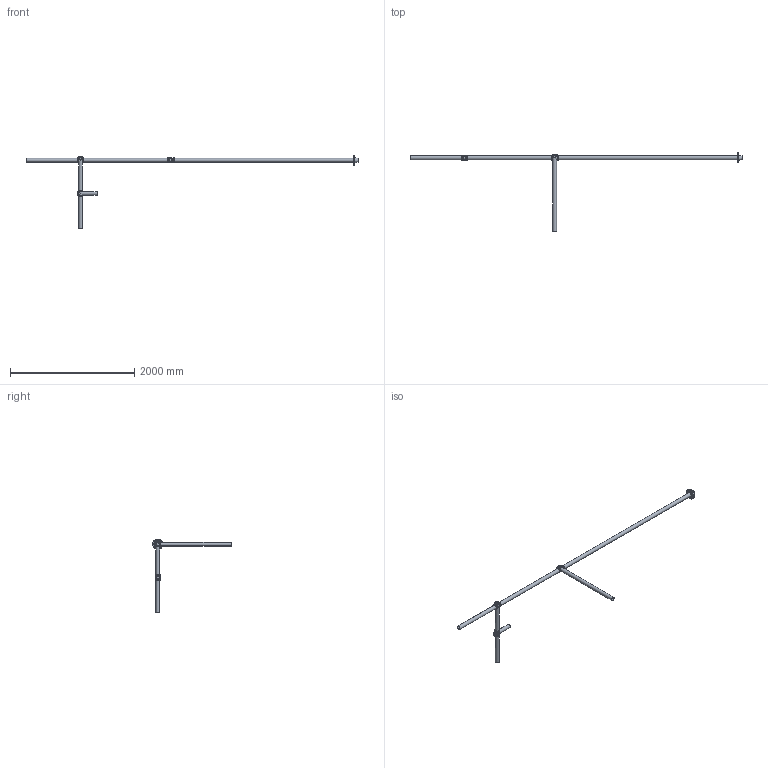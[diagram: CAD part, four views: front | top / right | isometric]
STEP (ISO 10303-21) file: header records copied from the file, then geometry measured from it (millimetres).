
FILE_DESCRIPTION(('Open CASCADE Model'),'2;1');
FILE_NAME('Open CASCADE Shape Model','2025-12-14T05:25:46',('Author'),( 'Open CASCADE'),'Open CASCADE STEP processor 7.8','Open CASCADE 7.8' ,'Unknown');
FILE_SCHEMA(('AUTOMOTIVE_DESIGN { 1 0 10303 214 1 1 1 1 }'));
Length unit declared in the file: millimetre
Products named in the file (12): Open CASCADE STEP translator 7.8 2; Open CASCADE STEP translator 7.8 2.1; Open CASCADE STEP translator 7.8 2.2; Open CASCADE STEP translator 7.8 2.3; Open CASCADE STEP translator 7.8 2.4; Open CASCADE STEP translator 7.8 2.5; Open CASCADE STEP translator 7.8 2.6; Open CASCADE STEP translator 7.8 2.7; Open CASCADE STEP translator 7.8 2.8; Open CASCADE STEP translator 7.8 2.9; Open CASCADE STEP translator 7.8 2.10; Open CASCADE STEP translator 7.8 2.11
Assembly tree (11 placements, depth 2):
  Open CASCADE STEP translator 7.8 2
    Open CASCADE STEP translator 7.8 2.1
    Open CASCADE STEP translator 7.8 2.2
    Open CASCADE STEP translator 7.8 2.3
    Open CASCADE STEP translator 7.8 2.4
    Open CASCADE STEP translator 7.8 2.5
    Open CASCADE STEP translator 7.8 2.6
    Open CASCADE STEP translator 7.8 2.7
    Open CASCADE STEP translator 7.8 2.8
    Open CASCADE STEP translator 7.8 2.9
    Open CASCADE STEP translator 7.8 2.10
    Open CASCADE STEP translator 7.8 2.11
Bounding box: 5334.4 x 1263.75 x 1187.75 mm (x, y, z)
Volume: 8781645.6 mm3; surface area: 3102829.7 mm2
Topology: 11 solids, 11 shells, 116 faces, 216 edges, 139 vertices
Faces by surface type: cylinder 64, plane 51, cone 1
Full cylindrical faces by diameter (mm): 19.05 x8, 49.22 x7, 51.7 x6, 52.578 x1, 60.3 x7, 61.45 x9, 62.8 x6, 75.31 x9, 91.948 x1, 165.1 x1
Entity records: 6487 total; most frequent: CARTESIAN_POINT 1543, DIRECTION 963, ORIENTED_EDGE 432, PCURVE 432, DEFINITIONAL_REPRESENTATION 432, LINE 324, VECTOR 324, AXIS2_PLACEMENT_3D 273
